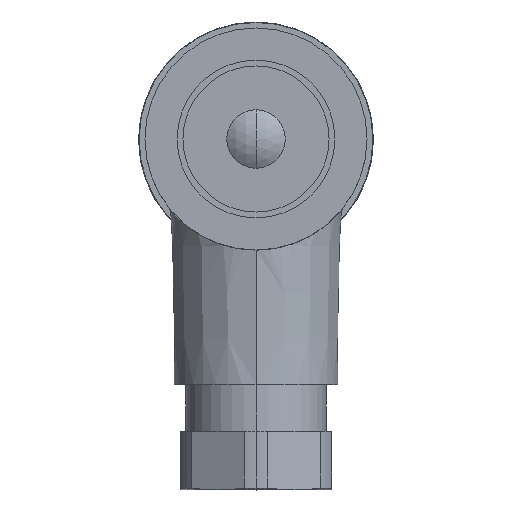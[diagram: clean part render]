
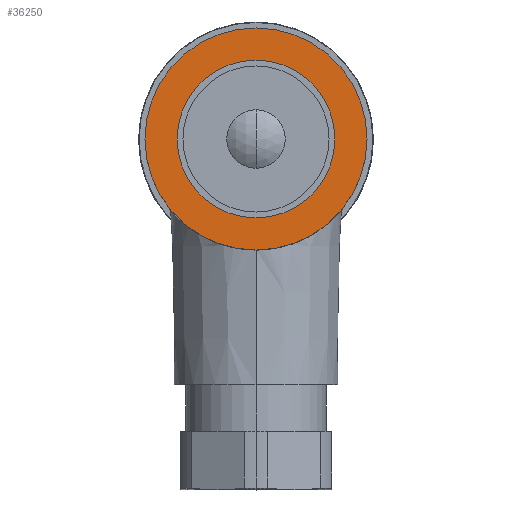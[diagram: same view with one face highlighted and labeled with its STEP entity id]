
A CAD part, top view. The second image highlights one B-rep face of the part: STEP entity #36250.
In plain terms, the highlighted face is planar.
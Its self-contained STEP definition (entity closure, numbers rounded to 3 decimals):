
#35700=CARTESIAN_POINT('',(0.,1.9,9.5));
#35710=VERTEX_POINT('',#35700);
#35790=CARTESIAN_POINT('',(0.,1.9,-9.5));
#35800=VERTEX_POINT('',#35790);
#35830=CARTESIAN_POINT('',(0.,1.9,0.));
#35840=DIRECTION('',(0.,1.,0.));
#35850=DIRECTION('',(0.,0.,1.));
#35860=AXIS2_PLACEMENT_3D('',#35830,#35840,#35850);
#35870=CIRCLE('',#35860,9.5);
#35880=EDGE_CURVE('',#35800,#35710,#35870,.T.);
#36000=CARTESIAN_POINT('',(0.,1.9,8.125));
#36010=DIRECTION('',(0.,1.,0.));
#36020=DIRECTION('',(0.,0.,1.));
#36030=AXIS2_PLACEMENT_3D('',#36000,#36010,#36020);
#36040=PLANE('',#36030);
#36050=EDGE_CURVE('',#35710,#35800,#35870,.T.);
#36060=ORIENTED_EDGE('',*,*,#36050,.T.);
#36070=ORIENTED_EDGE('',*,*,#35880,.T.);
#36080=EDGE_LOOP('',(#36070,#36060));
#36090=FACE_OUTER_BOUND('',#36080,.T.);
#36100=CARTESIAN_POINT('',(0.,1.9,0.));
#36110=DIRECTION('',(0.,1.,0.));
#36120=DIRECTION('',(0.,0.,1.));
#36130=AXIS2_PLACEMENT_3D('',#36100,#36110,#36120);
#36140=CIRCLE('',#36130,6.75);
#36150=CARTESIAN_POINT('',(0.,1.9,-6.75));
#36160=VERTEX_POINT('',#36150);
#36170=CARTESIAN_POINT('',(0.,1.9,6.75));
#36180=VERTEX_POINT('',#36170);
#36190=EDGE_CURVE('',#36160,#36180,#36140,.T.);
#36200=ORIENTED_EDGE('',*,*,#36190,.F.);
#36210=EDGE_CURVE('',#36180,#36160,#36140,.T.);
#36220=ORIENTED_EDGE('',*,*,#36210,.F.);
#36230=EDGE_LOOP('',(#36220,#36200));
#36240=FACE_BOUND('',#36230,.T.);
#36250=ADVANCED_FACE('',(#36090,#36240),#36040,.T.);
